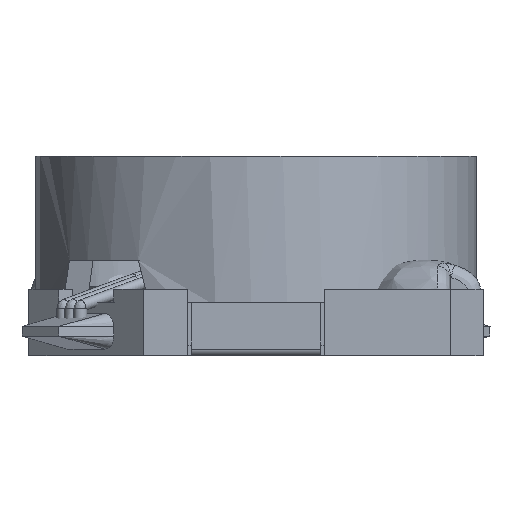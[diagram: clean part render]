
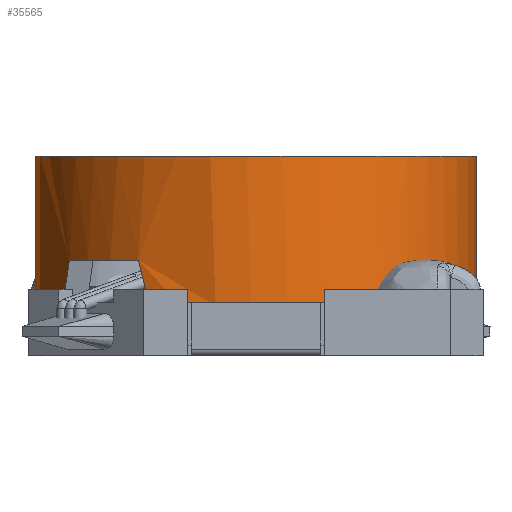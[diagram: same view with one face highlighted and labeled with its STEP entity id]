
A CAD part, left-side view. The second image highlights one B-rep face of the part: STEP entity #35565.
In plain terms, the highlighted free-form (B-spline) face has degree [2, 1] with [7, 2] control points.
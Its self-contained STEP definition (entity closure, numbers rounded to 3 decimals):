
#35295=CARTESIAN_POINT('',(1.637,-2.98,-0.25));
#35296=VERTEX_POINT('',#35295);
#35312=CARTESIAN_POINT('',(1.815,-2.875,0.45));
#35313=VERTEX_POINT('',#35312);
#35319=CARTESIAN_POINT('',(1.815,-2.875,0.45));
#35320=CARTESIAN_POINT('',(1.727,-2.93,0.097));
#35321=CARTESIAN_POINT('',(1.637,-2.98,-0.25));
#35322=(BOUNDED_CURVE()B_SPLINE_CURVE(2,(#35319,#35320,#35321),.UNSPECIFIED.,.F.,.U.)B_SPLINE_CURVE_WITH_KNOTS((3,3),(0.,1.),.UNSPECIFIED.)CURVE()GEOMETRIC_REPRESENTATION_ITEM()RATIONAL_B_SPLINE_CURVE((0.75,0.75,0.75))REPRESENTATION_ITEM(''));
#35323=EDGE_CURVE('',#35313,#35296,#35322,.T.);
#35333=CARTESIAN_POINT('',(-2.98,1.637,-0.25));
#35334=VERTEX_POINT('',#35333);
#35335=CARTESIAN_POINT('',(-2.98,1.637,-0.25));
#35336=CARTESIAN_POINT('',(-4.582,-1.28,-0.25));
#35337=CARTESIAN_POINT('',(-1.7,-2.944,-0.25));
#35338=CARTESIAN_POINT('',(-0.042,-3.902,-0.25));
#35339=CARTESIAN_POINT('',(1.637,-2.98,-0.25));
#35340=(BOUNDED_CURVE()B_SPLINE_CURVE(2,(#35335,#35336,#35337,#35338,#35339),.CIRCULAR_ARC.,.F.,.U.)B_SPLINE_CURVE_WITH_KNOTS((3,2,3),(0.426,0.667,0.83),.UNSPECIFIED.)CURVE()GEOMETRIC_REPRESENTATION_ITEM()RATIONAL_B_SPLINE_CURVE((0.799,0.639,1.,0.755,0.75))REPRESENTATION_ITEM(''));
#35341=EDGE_CURVE('',#35334,#35296,#35340,.T.);
#35461=CARTESIAN_POINT('',(2.875,-1.815,0.45));
#35462=VERTEX_POINT('',#35461);
#35468=CARTESIAN_POINT('',(2.875,-1.815,0.45));
#35469=CARTESIAN_POINT('',(2.465,-2.465,0.45));
#35470=CARTESIAN_POINT('',(1.815,-2.875,0.45));
#35471=(BOUNDED_CURVE()B_SPLINE_CURVE(2,(#35468,#35469,#35470),.CIRCULAR_ARC.,.F.,.U.)B_SPLINE_CURVE_WITH_KNOTS((3,3),(0.839,0.905),.UNSPECIFIED.)CURVE()GEOMETRIC_REPRESENTATION_ITEM()RATIONAL_B_SPLINE_CURVE((0.796,0.754,0.75))REPRESENTATION_ITEM(''));
#35472=EDGE_CURVE('',#35462,#35313,#35471,.T.);
#35479=CARTESIAN_POINT('',(3.4,0.,2.05));
#35480=CARTESIAN_POINT('',(3.4,0.,-0.25));
#35481=CARTESIAN_POINT('',(3.4,5.889,2.05));
#35482=CARTESIAN_POINT('',(3.4,5.889,-0.25));
#35483=CARTESIAN_POINT('',(-1.7,2.944,2.05));
#35484=CARTESIAN_POINT('',(-1.7,2.944,-0.25));
#35485=CARTESIAN_POINT('',(-6.8,0.,2.05));
#35486=CARTESIAN_POINT('',(-6.8,0.,-0.25));
#35487=CARTESIAN_POINT('',(-1.7,-2.944,2.05));
#35488=CARTESIAN_POINT('',(-1.7,-2.944,-0.25));
#35489=CARTESIAN_POINT('',(3.4,-5.889,2.05));
#35490=CARTESIAN_POINT('',(3.4,-5.889,-0.25));
#35491=CARTESIAN_POINT('',(3.4,0.,2.05));
#35492=CARTESIAN_POINT('',(3.4,0.,-0.25));
#35493=(BOUNDED_SURFACE()B_SPLINE_SURFACE(2,1,((#35479,#35480),(#35481,#35482),(#35483,#35484),(#35485,#35486),(#35487,#35488),(#35489,#35490),(#35491,#35492)),.CYLINDRICAL_SURF.,.T.,.F.,.U.)B_SPLINE_SURFACE_WITH_KNOTS((3,2,2,3),(2,2),(0.,0.333,0.667,1.),(0.,1.),.UNSPECIFIED.)GEOMETRIC_REPRESENTATION_ITEM()RATIONAL_B_SPLINE_SURFACE(((1.,1.),(0.5,0.5),(1.,1.),(0.5,0.5),(1.,1.),(0.5,0.5),(1.,1.)))REPRESENTATION_ITEM('')SURFACE());
#35494=CARTESIAN_POINT('',(3.4,0.,2.05));
#35495=VERTEX_POINT('',#35494);
#35496=CARTESIAN_POINT('',(3.4,0.,2.05));
#35497=CARTESIAN_POINT('',(3.4,5.889,2.05));
#35498=CARTESIAN_POINT('',(-1.7,2.944,2.05));
#35499=CARTESIAN_POINT('',(-6.8,0.,2.05));
#35500=CARTESIAN_POINT('',(-1.7,-2.944,2.05));
#35501=CARTESIAN_POINT('',(3.4,-5.889,2.05));
#35502=CARTESIAN_POINT('',(3.4,0.,2.05));
#35503=(BOUNDED_CURVE()B_SPLINE_CURVE(2,(#35496,#35497,#35498,#35499,#35500,#35501,#35502),.CIRCULAR_ARC.,.T.,.U.)B_SPLINE_CURVE_WITH_KNOTS((3,2,2,3),(0.,0.333,0.667,1.),.UNSPECIFIED.)CURVE()GEOMETRIC_REPRESENTATION_ITEM()RATIONAL_B_SPLINE_CURVE((1.,0.5,1.,0.5,1.,0.5,1.))REPRESENTATION_ITEM(''));
#35504=EDGE_CURVE('',#35495,#35495,#35503,.T.);
#35505=ORIENTED_EDGE('',*,*,#35504,.T.);
#35506=CARTESIAN_POINT('',(3.4,0.,-0.25));
#35507=VERTEX_POINT('',#35506);
#35508=CARTESIAN_POINT('',(3.4,0.,2.05));
#35509=CARTESIAN_POINT('',(3.4,0.,-0.25));
#35510=B_SPLINE_CURVE_WITH_KNOTS('',1,(#35508,#35509),.POLYLINE_FORM.,.F.,.U.,(2,2),(0.,1.),.UNSPECIFIED.);
#35511=EDGE_CURVE('',#35495,#35507,#35510,.T.);
#35512=ORIENTED_EDGE('',*,*,#35511,.T.);
#35513=CARTESIAN_POINT('',(2.98,-1.637,-0.25));
#35514=VERTEX_POINT('',#35513);
#35515=CARTESIAN_POINT('',(2.98,-1.637,-0.25));
#35516=CARTESIAN_POINT('',(3.4,-0.872,-0.25));
#35517=CARTESIAN_POINT('',(3.4,0.,-0.25));
#35518=(BOUNDED_CURVE()B_SPLINE_CURVE(2,(#35515,#35516,#35517),.CIRCULAR_ARC.,.F.,.U.)B_SPLINE_CURVE_WITH_KNOTS((3,3),(0.914,1.),.UNSPECIFIED.)CURVE()GEOMETRIC_REPRESENTATION_ITEM()RATIONAL_B_SPLINE_CURVE((0.809,0.871,1.))REPRESENTATION_ITEM(''));
#35519=EDGE_CURVE('',#35514,#35507,#35518,.T.);
#35520=ORIENTED_EDGE('',*,*,#35519,.F.);
#35521=CARTESIAN_POINT('',(2.98,-1.637,-0.25));
#35522=CARTESIAN_POINT('',(2.93,-1.727,0.097));
#35523=CARTESIAN_POINT('',(2.875,-1.815,0.45));
#35524=(BOUNDED_CURVE()B_SPLINE_CURVE(2,(#35521,#35522,#35523),.UNSPECIFIED.,.F.,.U.)B_SPLINE_CURVE_WITH_KNOTS((3,3),(0.,1.),.UNSPECIFIED.)CURVE()GEOMETRIC_REPRESENTATION_ITEM()RATIONAL_B_SPLINE_CURVE((0.809,0.802,0.796))REPRESENTATION_ITEM(''));
#35525=EDGE_CURVE('',#35514,#35462,#35524,.T.);
#35526=ORIENTED_EDGE('',*,*,#35525,.T.);
#35527=ORIENTED_EDGE('',*,*,#35472,.T.);
#35528=ORIENTED_EDGE('',*,*,#35323,.T.);
#35529=ORIENTED_EDGE('',*,*,#35341,.F.);
#35530=CARTESIAN_POINT('',(-2.875,1.815,0.45));
#35531=VERTEX_POINT('',#35530);
#35532=CARTESIAN_POINT('',(-2.98,1.637,-0.25));
#35533=CARTESIAN_POINT('',(-2.93,1.727,0.097));
#35534=CARTESIAN_POINT('',(-2.875,1.815,0.45));
#35535=(BOUNDED_CURVE()B_SPLINE_CURVE(2,(#35532,#35533,#35534),.UNSPECIFIED.,.F.,.U.)B_SPLINE_CURVE_WITH_KNOTS((3,3),(0.,1.),.UNSPECIFIED.)CURVE()GEOMETRIC_REPRESENTATION_ITEM()RATIONAL_B_SPLINE_CURVE((0.799,0.806,0.813))REPRESENTATION_ITEM(''));
#35536=EDGE_CURVE('',#35334,#35531,#35535,.T.);
#35537=ORIENTED_EDGE('',*,*,#35536,.T.);
#35538=CARTESIAN_POINT('',(-1.815,2.875,0.45));
#35539=VERTEX_POINT('',#35538);
#35540=CARTESIAN_POINT('',(-2.875,1.815,0.45));
#35541=CARTESIAN_POINT('',(-2.465,2.465,0.45));
#35542=CARTESIAN_POINT('',(-1.815,2.875,0.45));
#35543=(BOUNDED_CURVE()B_SPLINE_CURVE(2,(#35540,#35541,#35542),.CIRCULAR_ARC.,.F.,.U.)B_SPLINE_CURVE_WITH_KNOTS((3,3),(0.341,0.417),.UNSPECIFIED.)CURVE()GEOMETRIC_REPRESENTATION_ITEM()RATIONAL_B_SPLINE_CURVE((0.813,0.87,0.978))REPRESENTATION_ITEM(''));
#35544=EDGE_CURVE('',#35531,#35539,#35543,.T.);
#35545=ORIENTED_EDGE('',*,*,#35544,.T.);
#35546=CARTESIAN_POINT('',(-1.637,2.98,-0.25));
#35547=VERTEX_POINT('',#35546);
#35548=CARTESIAN_POINT('',(-1.815,2.875,0.45));
#35549=CARTESIAN_POINT('',(-1.758,2.911,0.221));
#35550=CARTESIAN_POINT('',(-1.7,2.944,-0.005));
#35551=CARTESIAN_POINT('',(-1.669,2.963,-0.128));
#35552=CARTESIAN_POINT('',(-1.637,2.98,-0.25));
#35553=(BOUNDED_CURVE()B_SPLINE_CURVE(2,(#35548,#35549,#35550,#35551,#35552),.UNSPECIFIED.,.F.,.U.)B_SPLINE_CURVE_WITH_KNOTS((3,2,3),(0.,0.647,1.),.UNSPECIFIED.)CURVE()GEOMETRIC_REPRESENTATION_ITEM()RATIONAL_B_SPLINE_CURVE((0.978,0.989,1.,0.994,0.988))REPRESENTATION_ITEM(''));
#35554=EDGE_CURVE('',#35539,#35547,#35553,.T.);
#35555=ORIENTED_EDGE('',*,*,#35554,.T.);
#35556=CARTESIAN_POINT('',(3.4,0.,-0.25));
#35557=CARTESIAN_POINT('',(3.4,5.746,-0.25));
#35558=CARTESIAN_POINT('',(-1.637,2.98,-0.25));
#35559=(BOUNDED_CURVE()B_SPLINE_CURVE(2,(#35556,#35557,#35558),.CIRCULAR_ARC.,.F.,.U.)B_SPLINE_CURVE_WITH_KNOTS((3,3),(0.,0.329),.UNSPECIFIED.)CURVE()GEOMETRIC_REPRESENTATION_ITEM()RATIONAL_B_SPLINE_CURVE((1.,0.506,0.988))REPRESENTATION_ITEM(''));
#35560=EDGE_CURVE('',#35507,#35547,#35559,.T.);
#35561=ORIENTED_EDGE('',*,*,#35560,.F.);
#35562=ORIENTED_EDGE('',*,*,#35511,.F.);
#35563=EDGE_LOOP('',(#35505,#35512,#35520,#35526,#35527,#35528,#35529,#35537,#35545,#35555,#35561,#35562));
#35564=FACE_OUTER_BOUND('',#35563,.F.);
#35565=ADVANCED_FACE('',(#35564),#35493,.F.);
